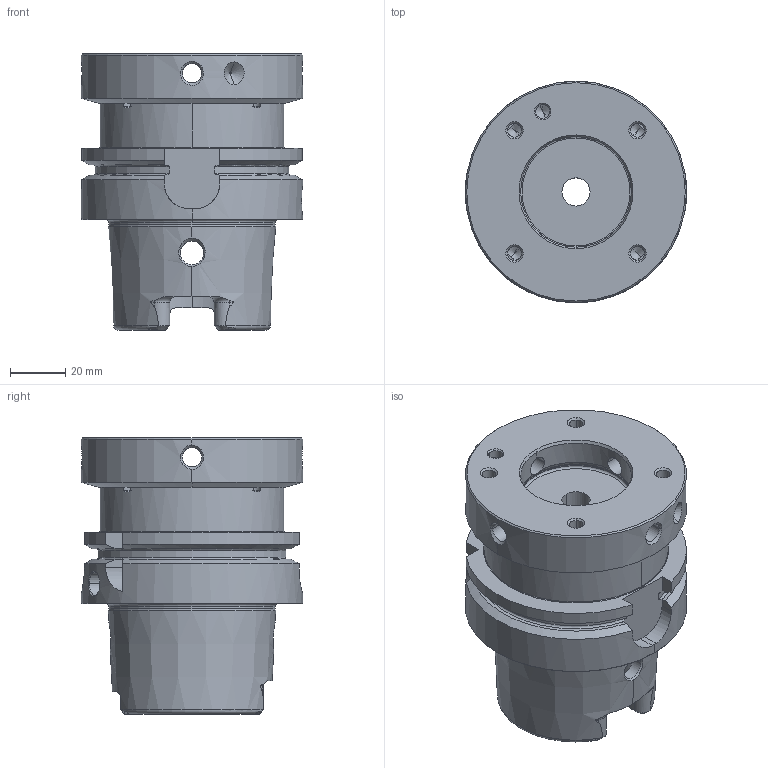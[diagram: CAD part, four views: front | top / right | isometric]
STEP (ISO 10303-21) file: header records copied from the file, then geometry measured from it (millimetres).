
FILE_DESCRIPTION((''),'2;1');
FILE_NAME('606403487-000-02-E43','2023-01-11T11:42:09',('rufa'),(''),'CREO PARAMETRIC BY PTC INC, 2021184','CREO PARAMETRIC BY PTC INC, 2021184','');
FILE_SCHEMA(('AP242_MANAGED_MODEL_BASED_3D_ENGINEERING_MIM_LF { 1 0 10303 442 1 1 4 }'));
Length unit declared in the file: millimetre
Products named in the file (1): 606403487-000-02-E43
Bounding box: 80.01 x 80.01 x 99.9 mm (x, y, z)
Volume: 259658.2 mm3; surface area: 48671.9 mm2
Topology: 1 solids, 1 shells, 222 faces, 604 edges, 368 vertices
Faces by surface type: cone 74, cylinder 69, plane 53, torus 26
Entity records: 11597 total; most frequent: CARTESIAN_POINT 4238, ORIENTED_EDGE 1184, DIRECTION 1134, PRESENTATION_STYLE_ASSIGNMENT 596, STYLED_ITEM 596, CURVE_STYLE 595, EDGE_CURVE 592, AXIS2_PLACEMENT_3D 460
